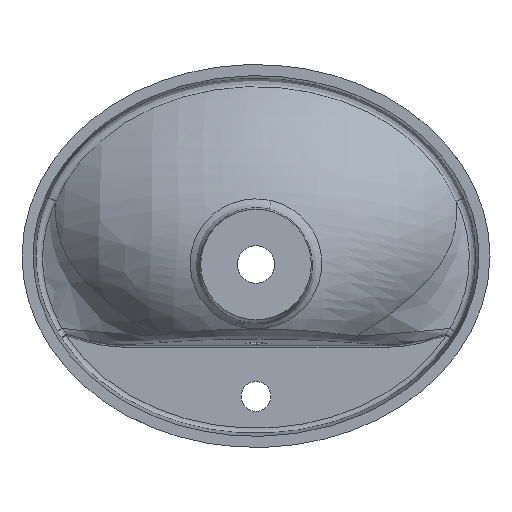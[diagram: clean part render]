
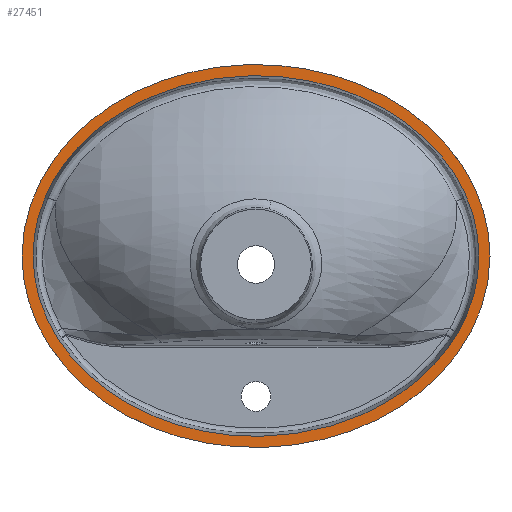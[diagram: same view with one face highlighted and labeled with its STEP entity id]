
A CAD part, front view. The second image highlights one B-rep face of the part: STEP entity #27451.
In plain terms, the highlighted planar face has unit normal (0, -1, 0).
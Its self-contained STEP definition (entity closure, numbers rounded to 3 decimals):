
#263 = CARTESIAN_POINT ( 'NONE',  ( -35.997, 50., -215. ) ) ;
#1071 = VERTEX_POINT ( 'NONE', #6112 ) ;
#1112 = CARTESIAN_POINT ( 'NONE',  ( 132.937, 50., 194.759 ) ) ;
#2819 = CARTESIAN_POINT ( 'NONE',  ( 71.981, 50., -209.144 ) ) ;
#3106 = CARTESIAN_POINT ( 'NONE',  ( 169., 50., -169.925 ) ) ;
#3218 = CARTESIAN_POINT ( 'NONE',  ( -69.194, 50., 216.362 ) ) ;
#3352 = CARTESIAN_POINT ( 'NONE',  ( 132.937, 50., -174.759 ) ) ;
#3494 = CARTESIAN_POINT ( 'NONE',  ( 229.569, 50., -95.712 ) ) ;
#3511 = CARTESIAN_POINT ( 'NONE',  ( 162.059, 50., 178.807 ) ) ;
#3802 = CARTESIAN_POINT ( 'NONE',  ( 275., 50., 10. ) ) ;
#4105 = B_SPLINE_CURVE_WITH_KNOTS ( 'NONE', 3,
 ( #9550, #7143, #7293, #12238, #12096, #3106, #18864, #2819, #27839, #263, #28291, #16443, #11952, #21122, #19009, #5475, #20977, #25730 ),
 .UNSPECIFIED., .F., .F.,
 ( 4, 2, 2, 2, 2, 2, 2, 2, 4 ),
 ( 0., 0.098, 0.196, 0.294, 0.393, 0.491, 0.589, 0.687, 0.785 ),
 .UNSPECIFIED. ) ;
#5236 = FACE_OUTER_BOUND ( 'NONE', #17297, .T. ) ;
#5439 = CARTESIAN_POINT ( 'NONE',  ( -229.569, 50., 115.712 ) ) ;
#5475 = CARTESIAN_POINT ( 'NONE',  ( -267.842, 50., -48.893 ) ) ;
#5523 = B_SPLINE_CURVE_WITH_KNOTS ( 'NONE', 3,
 ( #21676, #19121, #24345, #5439, #14606, #26284, #12952, #3218, #17454, #12355, #21532, #1112, #3511, #5746, #14904, #24050, #27320, #22688 ),
 .UNSPECIFIED., .F., .F.,
 ( 4, 2, 2, 2, 2, 2, 2, 2, 4 ),
 ( 0.745, 0.837, 0.93, 1.023, 1.116, 1.209, 1.301, 1.394, 1.487 ),
 .UNSPECIFIED. ) ;
#5593 = CARTESIAN_POINT ( 'NONE',  ( -275., 50., 10. ) ) ;
#5729 = CARTESIAN_POINT ( 'NONE',  ( -132.937, 50., -174.759 ) ) ;
#5746 = CARTESIAN_POINT ( 'NONE',  ( 210.385, 50., 139.268 ) ) ;
#5879 = CARTESIAN_POINT ( 'NONE',  ( -210.385, 50., -119.268 ) ) ;
#5897 = CARTESIAN_POINT ( 'NONE',  ( -35.997, 50., 235. ) ) ;
#6112 = CARTESIAN_POINT ( 'NONE',  ( -275., 50., 10. ) ) ;
#7143 = CARTESIAN_POINT ( 'NONE',  ( 275., 50., -19.452 ) ) ;
#7293 = CARTESIAN_POINT ( 'NONE',  ( 267.842, 50., -48.893 ) ) ;
#7992 = CARTESIAN_POINT ( 'NONE',  ( -34.605, 50., -202. ) ) ;
#8007 = CARTESIAN_POINT ( 'NONE',  ( -169., 50., 189.925 ) ) ;
#8135 = CARTESIAN_POINT ( 'NONE',  ( 69.194, 50., -196.362 ) ) ;
#8261 = VERTEX_POINT ( 'NONE', #26324 ) ;
#8302 = CARTESIAN_POINT ( 'NONE',  ( 275., 50., 39.452 ) ) ;
#8435 = CARTESIAN_POINT ( 'NONE',  ( 262., 50., -17.373 ) ) ;
#9142 = B_SPLINE_CURVE_WITH_KNOTS ( 'NONE', 3,
 ( #9651, #8435, #21662, #3494, #26422, #26270, #3352, #8135, #28676, #7992, #19855, #5729, #15178, #5879, #19704, #17437, #10386, #21517 ),
 .UNSPECIFIED., .F., .F.,
 ( 4, 2, 2, 2, 2, 2, 2, 2, 4 ),
 ( 0., 0.093, 0.186, 0.279, 0.372, 0.465, 0.558, 0.652, 0.745 ),
 .UNSPECIFIED. ) ;
#9550 = CARTESIAN_POINT ( 'NONE',  ( 275., 50., 10. ) ) ;
#9651 = CARTESIAN_POINT ( 'NONE',  ( 262., 50., 10. ) ) ;
#10101 = CARTESIAN_POINT ( 'NONE',  ( 35.997, 50., 235. ) ) ;
#10386 = CARTESIAN_POINT ( 'NONE',  ( -262., 50., -17.373 ) ) ;
#10552 = CARTESIAN_POINT ( 'NONE',  ( 240.291, 50., 123.314 ) ) ;
#11952 = CARTESIAN_POINT ( 'NONE',  ( -169., 50., -169.925 ) ) ;
#12096 = CARTESIAN_POINT ( 'NONE',  ( 219.908, 50., -128.273 ) ) ;
#12238 = CARTESIAN_POINT ( 'NONE',  ( 240.291, 50., -103.314 ) ) ;
#12355 = CARTESIAN_POINT ( 'NONE',  ( 34.605, 50., 222. ) ) ;
#12503 = CARTESIAN_POINT ( 'NONE',  ( -240.291, 50., 123.314 ) ) ;
#12636 = EDGE_CURVE ( 'NONE', #15485, #8261, #9142, .T. ) ;
#12952 = CARTESIAN_POINT ( 'NONE',  ( -132.937, 50., 194.759 ) ) ;
#14397 = DIRECTION ( 'NONE',  ( 0., 1., 0. ) ) ;
#14606 = CARTESIAN_POINT ( 'NONE',  ( -210.385, 50., 139.268 ) ) ;
#14904 = CARTESIAN_POINT ( 'NONE',  ( 229.569, 50., 115.712 ) ) ;
#15049 = CARTESIAN_POINT ( 'NONE',  ( -267.842, 50., 68.893 ) ) ;
#15178 = CARTESIAN_POINT ( 'NONE',  ( -162.059, 50., -158.807 ) ) ;
#15197 = CARTESIAN_POINT ( 'NONE',  ( 71.981, 50., 229.144 ) ) ;
#15485 = VERTEX_POINT ( 'NONE', #26985 ) ;
#16443 = CARTESIAN_POINT ( 'NONE',  ( -138.495, 50., -186.602 ) ) ;
#16505 = CARTESIAN_POINT ( 'NONE',  ( -275., 50., 10. ) ) ;
#16686 = ORIENTED_EDGE ( 'NONE', *, *, #21262, .F. ) ;
#17003 = CARTESIAN_POINT ( 'NONE',  ( -138.495, 50., 206.602 ) ) ;
#17274 = VERTEX_POINT ( 'NONE', #18049 ) ;
#17297 = EDGE_LOOP ( 'NONE', ( #21526, #16686 ) ) ;
#17437 = CARTESIAN_POINT ( 'NONE',  ( -255.368, 50., -44.752 ) ) ;
#17454 = CARTESIAN_POINT ( 'NONE',  ( -34.605, 50., 222. ) ) ;
#17715 = B_SPLINE_CURVE_WITH_KNOTS ( 'NONE', 3,
 ( #5593, #28542, #15049, #12503, #28694, #8007, #17003, #26136, #5897, #10101, #15197, #25986, #21969, #24198, #10552, #19721, #8302, #3802 ),
 .UNSPECIFIED., .F., .F.,
 ( 4, 2, 2, 2, 2, 2, 2, 2, 4 ),
 ( 0.785, 0.883, 0.981, 1.079, 1.177, 1.275, 1.373, 1.471, 1.569 ),
 .UNSPECIFIED. ) ;
#18049 = CARTESIAN_POINT ( 'NONE',  ( 275., 50., 10. ) ) ;
#18466 = PLANE ( 'NONE',  #26672 ) ;
#18864 = CARTESIAN_POINT ( 'NONE',  ( 138.495, 50., -186.602 ) ) ;
#18921 = FACE_BOUND ( 'NONE', #27327, .T. ) ;
#19009 = CARTESIAN_POINT ( 'NONE',  ( -240.291, 50., -103.314 ) ) ;
#19121 = CARTESIAN_POINT ( 'NONE',  ( -262., 50., 37.373 ) ) ;
#19165 = ORIENTED_EDGE ( 'NONE', *, *, #12636, .T. ) ;
#19704 = CARTESIAN_POINT ( 'NONE',  ( -229.569, 50., -95.712 ) ) ;
#19721 = CARTESIAN_POINT ( 'NONE',  ( 267.842, 50., 68.893 ) ) ;
#19855 = CARTESIAN_POINT ( 'NONE',  ( -69.194, 50., -196.362 ) ) ;
#20977 = CARTESIAN_POINT ( 'NONE',  ( -275., 50., -19.452 ) ) ;
#21122 = CARTESIAN_POINT ( 'NONE',  ( -219.908, 50., -128.273 ) ) ;
#21262 = EDGE_CURVE ( 'NONE', #17274, #1071, #4105, .T. ) ;
#21517 = CARTESIAN_POINT ( 'NONE',  ( -262., 50., 10. ) ) ;
#21526 = ORIENTED_EDGE ( 'NONE', *, *, #22535, .F. ) ;
#21532 = CARTESIAN_POINT ( 'NONE',  ( 69.194, 50., 216.362 ) ) ;
#21662 = CARTESIAN_POINT ( 'NONE',  ( 255.368, 50., -44.752 ) ) ;
#21676 = CARTESIAN_POINT ( 'NONE',  ( -262., 50., 10. ) ) ;
#21969 = CARTESIAN_POINT ( 'NONE',  ( 169., 50., 189.925 ) ) ;
#22535 = EDGE_CURVE ( 'NONE', #1071, #17274, #17715, .T. ) ;
#22688 = CARTESIAN_POINT ( 'NONE',  ( 262., 50., 10. ) ) ;
#22696 = EDGE_CURVE ( 'NONE', #8261, #15485, #5523, .T. ) ;
#23546 = DIRECTION ( 'NONE',  ( 0., 0., 1. ) ) ;
#24050 = CARTESIAN_POINT ( 'NONE',  ( 255.368, 50., 64.752 ) ) ;
#24198 = CARTESIAN_POINT ( 'NONE',  ( 219.908, 50., 148.273 ) ) ;
#24337 = ORIENTED_EDGE ( 'NONE', *, *, #22696, .T. ) ;
#24345 = CARTESIAN_POINT ( 'NONE',  ( -255.368, 50., 64.752 ) ) ;
#25730 = CARTESIAN_POINT ( 'NONE',  ( -275., 50., 10. ) ) ;
#25986 = CARTESIAN_POINT ( 'NONE',  ( 138.495, 50., 206.602 ) ) ;
#26136 = CARTESIAN_POINT ( 'NONE',  ( -71.981, 50., 229.144 ) ) ;
#26270 = CARTESIAN_POINT ( 'NONE',  ( 162.059, 50., -158.807 ) ) ;
#26284 = CARTESIAN_POINT ( 'NONE',  ( -162.059, 50., 178.807 ) ) ;
#26324 = CARTESIAN_POINT ( 'NONE',  ( -262., 50., 10. ) ) ;
#26422 = CARTESIAN_POINT ( 'NONE',  ( 210.385, 50., -119.268 ) ) ;
#26672 = AXIS2_PLACEMENT_3D ( 'NONE', #16505, #14397, #23546 ) ;
#26985 = CARTESIAN_POINT ( 'NONE',  ( 262., 50., 10. ) ) ;
#27320 = CARTESIAN_POINT ( 'NONE',  ( 262., 50., 37.373 ) ) ;
#27327 = EDGE_LOOP ( 'NONE', ( #24337, #19165 ) ) ;
#27451 = ADVANCED_FACE ( 'NONE', ( #5236, #18921 ), #18466, .F. ) ;
#27839 = CARTESIAN_POINT ( 'NONE',  ( 35.997, 50., -215. ) ) ;
#28291 = CARTESIAN_POINT ( 'NONE',  ( -71.981, 50., -209.144 ) ) ;
#28542 = CARTESIAN_POINT ( 'NONE',  ( -275., 50., 39.452 ) ) ;
#28676 = CARTESIAN_POINT ( 'NONE',  ( 34.605, 50., -202. ) ) ;
#28694 = CARTESIAN_POINT ( 'NONE',  ( -219.908, 50., 148.273 ) ) ;
